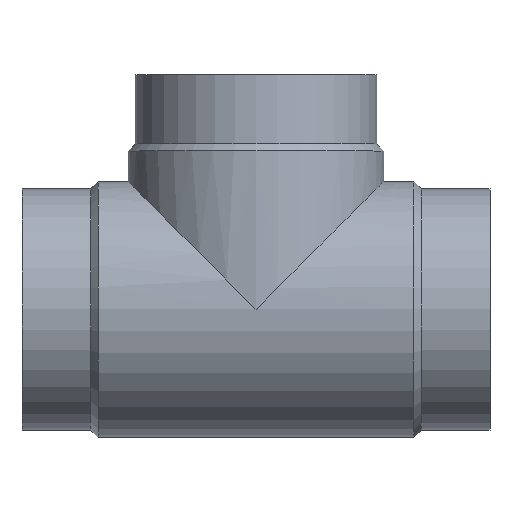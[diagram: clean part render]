
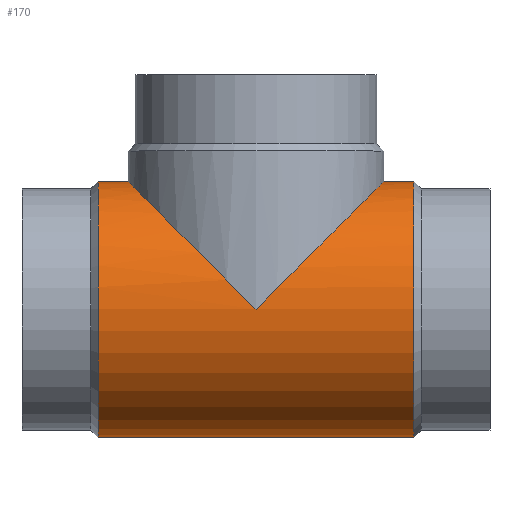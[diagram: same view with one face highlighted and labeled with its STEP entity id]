
A CAD part, top view. The second image highlights one B-rep face of the part: STEP entity #170.
In plain terms, the highlighted cylindrical face has radius 148.3 mm (diameter 296.6 mm), a partial arc.
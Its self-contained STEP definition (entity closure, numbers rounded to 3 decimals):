
#170 = ADVANCED_FACE( '', ( #416 ), #417, .T. );
#174 = VERTEX_POINT( '', #421 );
#186 = EDGE_CURVE( '', #252, #316, #434, .T. );
#226 = EDGE_CURVE( '', #280, #316, #481, .T. );
#252 = VERTEX_POINT( '', #510 );
#266 = VERTEX_POINT( '', #527 );
#270 = EDGE_CURVE( '', #174, #280, #531, .T. );
#280 = VERTEX_POINT( '', #543 );
#288 = VERTEX_POINT( '', #551 );
#292 = EDGE_CURVE( '', #326, #288, #555, .T. );
#294 = EDGE_CURVE( '', #266, #174, #557, .T. );
#308 = EDGE_CURVE( '', #252, #326, #572, .T. );
#316 = VERTEX_POINT( '', #580 );
#326 = VERTEX_POINT( '', #592 );
#338 = EDGE_CURVE( '', #288, #266, #604, .T. );
#416 = FACE_OUTER_BOUND( '', #682, .T. );
#417 = CYLINDRICAL_SURFACE( '', #683, 148.3 );
#421 = CARTESIAN_POINT( '', ( -271.5, 0., 148.3 ) );
#434 = CIRCLE( '', #705, 148.3 );
#481 = LINE( '', #771, #772 );
#510 = CARTESIAN_POINT( '', ( -454.7, -148.3, 0. ) );
#527 = CARTESIAN_POINT( '', ( -123.2, 148.3, 0. ) );
#531 = ELLIPSE( '', #837, 209.728, 148.3 );
#543 = CARTESIAN_POINT( '', ( -419.8, 148.3, 0. ) );
#551 = CARTESIAN_POINT( '', ( -88.3, 148.3, 0. ) );
#555 = CIRCLE( '', #864, 148.3 );
#557 = ELLIPSE( '', #867, 209.728, 148.3 );
#572 = LINE( '', #883, #884 );
#580 = CARTESIAN_POINT( '', ( -454.7, 148.3, 0. ) );
#592 = CARTESIAN_POINT( '', ( -88.3, -148.3, 0. ) );
#604 = LINE( '', #930, #931 );
#682 = EDGE_LOOP( '', ( #1034, #1035, #1036, #1037, #1038, #1039, #1040 ) );
#683 = AXIS2_PLACEMENT_3D( '', #1041, #1042, #1043 );
#705 = AXIS2_PLACEMENT_3D( '', #1059, #1060, #1061 );
#771 = CARTESIAN_POINT( '', ( -271.5, 148.3, 0. ) );
#772 = VECTOR( '', #1139, 1. );
#837 = AXIS2_PLACEMENT_3D( '', #1200, #1201, #1202 );
#864 = AXIS2_PLACEMENT_3D( '', #1217, #1218, #1219 );
#867 = AXIS2_PLACEMENT_3D( '', #1220, #1221, #1222 );
#883 = CARTESIAN_POINT( '', ( -271.5, -148.3, 0. ) );
#884 = VECTOR( '', #1236, 1. );
#930 = CARTESIAN_POINT( '', ( -271.5, 148.3, 0. ) );
#931 = VECTOR( '', #1267, 1. );
#1034 = ORIENTED_EDGE( '', *, *, #338, .T. );
#1035 = ORIENTED_EDGE( '', *, *, #294, .T. );
#1036 = ORIENTED_EDGE( '', *, *, #270, .T. );
#1037 = ORIENTED_EDGE( '', *, *, #226, .T. );
#1038 = ORIENTED_EDGE( '', *, *, #186, .F. );
#1039 = ORIENTED_EDGE( '', *, *, #308, .T. );
#1040 = ORIENTED_EDGE( '', *, *, #292, .T. );
#1041 = CARTESIAN_POINT( '', ( -271.5, 0., 0. ) );
#1042 = DIRECTION( '', ( 1., 0., 0. ) );
#1043 = DIRECTION( '', ( 0., 1., 0. ) );
#1059 = CARTESIAN_POINT( '', ( -454.7, 0., 0. ) );
#1060 = DIRECTION( '', ( -1., 0., 0. ) );
#1061 = DIRECTION( '', ( 0., 1., 0. ) );
#1139 = DIRECTION( '', ( -1., 0., 0. ) );
#1200 = CARTESIAN_POINT( '', ( -271.5, 0., 0. ) );
#1201 = DIRECTION( '', ( -0.707, -0.707, 0. ) );
#1202 = DIRECTION( '', ( 0.707, -0.707, 0. ) );
#1217 = CARTESIAN_POINT( '', ( -88.3, 0., 0. ) );
#1218 = DIRECTION( '', ( -1., 0., 0. ) );
#1219 = DIRECTION( '', ( 0., 1., 0. ) );
#1220 = CARTESIAN_POINT( '', ( -271.5, 0., 0. ) );
#1221 = DIRECTION( '', ( 0.707, -0.707, 0. ) );
#1222 = DIRECTION( '', ( 0.707, 0.707, 0. ) );
#1236 = DIRECTION( '', ( 1., 0., 0. ) );
#1267 = DIRECTION( '', ( -1., 0., 0. ) );
